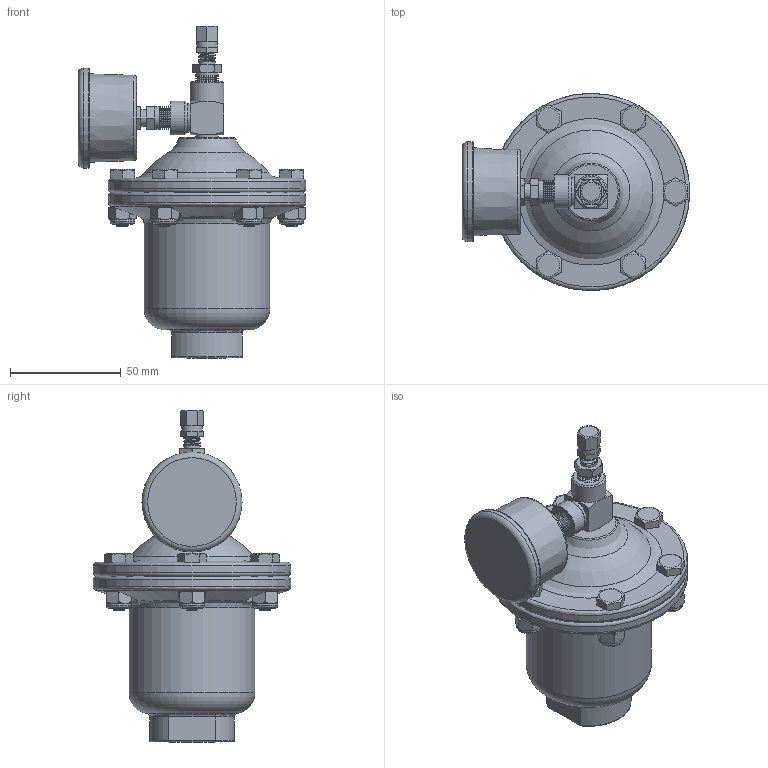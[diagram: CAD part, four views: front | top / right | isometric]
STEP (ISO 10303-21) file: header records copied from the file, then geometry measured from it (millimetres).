
FILE_DESCRIPTION((''),'2;1');
FILE_NAME('APHIF-ALLOY_R0.ipt.stp','2017-07-10T09:51:49',(''),(''),'Autodesk Inventor 2009','Autodesk Inventor 2009','');
FILE_SCHEMA(('AUTOMOTIVE_DESIGN { 1 0 10303 214 1 1 1 1 }'));
Length unit declared in the file: inch
Products named in the file (1): APHIF-ALLOY_R0
Bounding box: 102.6 x 88.9 x 149.63 mm (x, y, z)
Volume: 178200.4 mm3; surface area: 57831.7 mm2
Topology: 1 solids, 1 shells, 640 faces, 1585 edges, 979 vertices
Faces by surface type: bspline 237, plane 206, cone 115, cylinder 59, torus 22, sphere 1
Full cylindrical faces by diameter (mm): 7.62 x2, 9.349 x1, 10.287 x3, 11.176 x6, 12.7 x1, 15.24 x2, 45.085 x1, 50.292 x1, 56.642 x1, 61.214 x2, 88.9 x2
Entity records: 27743 total; most frequent: CARTESIAN_POINT 14750, ORIENTED_EDGE 2778, DIRECTION 1995, EDGE_CURVE 1389, VERTEX_POINT 942, EDGE_LOOP 831, AXIS2_PLACEMENT_3D 783, FACE_OUTER_BOUND 640
